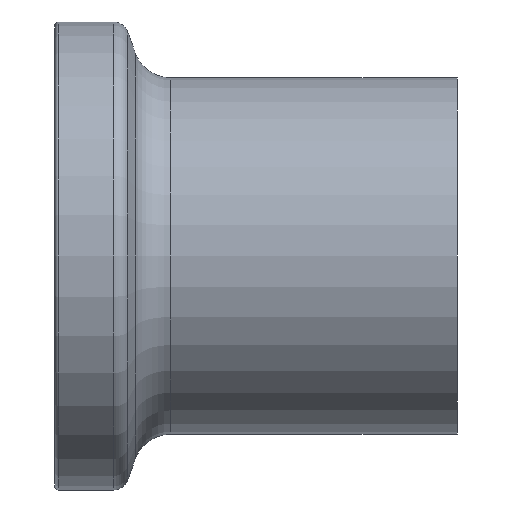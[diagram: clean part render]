
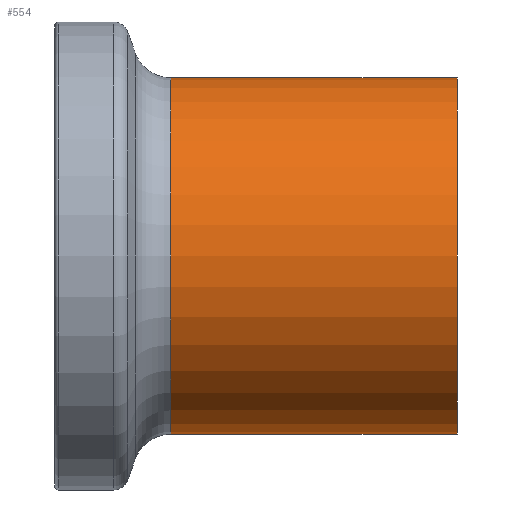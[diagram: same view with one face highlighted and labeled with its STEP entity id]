
A CAD part, front view. The second image highlights one B-rep face of the part: STEP entity #554.
In plain terms, the highlighted cylindrical face has radius 9.525 mm (diameter 19.05 mm), a partial arc.
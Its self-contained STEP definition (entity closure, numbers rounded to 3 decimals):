
#18 = CARTESIAN_POINT ( 'NONE',  ( 21.5, 0., -9.525 ) ) ;
#28 = AXIS2_PLACEMENT_3D ( 'NONE', #168, #57, #354 ) ;
#49 = VECTOR ( 'NONE', #361, 1000. ) ;
#57 = DIRECTION ( 'NONE',  ( -1., 0., 0. ) ) ;
#84 = DIRECTION ( 'NONE',  ( -1., 0., 0. ) ) ;
#99 = AXIS2_PLACEMENT_3D ( 'NONE', #686, #229, #640 ) ;
#122 = EDGE_CURVE ( 'NONE', #744, #667, #401, .T. ) ;
#130 = LINE ( 'NONE', #490, #49 ) ;
#140 = LINE ( 'NONE', #592, #682 ) ;
#141 = DIRECTION ( 'NONE',  ( 0., 0., 1. ) ) ;
#142 = ORIENTED_EDGE ( 'NONE', *, *, #664, .F. ) ;
#146 = ORIENTED_EDGE ( 'NONE', *, *, #672, .T. ) ;
#168 = CARTESIAN_POINT ( 'NONE',  ( 0., 0., 0. ) ) ;
#180 = FACE_OUTER_BOUND ( 'NONE', #651, .T. ) ;
#184 = CARTESIAN_POINT ( 'NONE',  ( 6.183, 0., -9.525 ) ) ;
#198 = AXIS2_PLACEMENT_3D ( 'NONE', #662, #84, #141 ) ;
#209 = CIRCLE ( 'NONE', #198, 9.525 ) ;
#228 = CYLINDRICAL_SURFACE ( 'NONE', #28, 9.525 ) ;
#229 = DIRECTION ( 'NONE',  ( -1., 0., 0. ) ) ;
#250 = DIRECTION ( 'NONE',  ( -1., 0., 0. ) ) ;
#342 = EDGE_CURVE ( 'NONE', #675, #415, #209, .T. ) ;
#354 = DIRECTION ( 'NONE',  ( 0., 0., 1. ) ) ;
#361 = DIRECTION ( 'NONE',  ( -1., 0., 0. ) ) ;
#401 = CIRCLE ( 'NONE', #99, 9.525 ) ;
#415 = VERTEX_POINT ( 'NONE', #508 ) ;
#490 = CARTESIAN_POINT ( 'NONE',  ( 0., 0., -9.525 ) ) ;
#508 = CARTESIAN_POINT ( 'NONE',  ( 21.5, 0., 9.525 ) ) ;
#554 = ADVANCED_FACE ( 'NONE', ( #180 ), #228, .T. ) ;
#592 = CARTESIAN_POINT ( 'NONE',  ( 0., 0., 9.525 ) ) ;
#614 = ORIENTED_EDGE ( 'NONE', *, *, #342, .T. ) ;
#640 = DIRECTION ( 'NONE',  ( 0., 0., 1. ) ) ;
#651 = EDGE_LOOP ( 'NONE', ( #142, #614, #146, #733 ) ) ;
#662 = CARTESIAN_POINT ( 'NONE',  ( 21.5, 0., 0. ) ) ;
#664 = EDGE_CURVE ( 'NONE', #675, #744, #130, .T. ) ;
#667 = VERTEX_POINT ( 'NONE', #712 ) ;
#672 = EDGE_CURVE ( 'NONE', #415, #667, #140, .T. ) ;
#675 = VERTEX_POINT ( 'NONE', #18 ) ;
#682 = VECTOR ( 'NONE', #250, 1000. ) ;
#686 = CARTESIAN_POINT ( 'NONE',  ( 6.183, 0., 0. ) ) ;
#712 = CARTESIAN_POINT ( 'NONE',  ( 6.183, 0., 9.525 ) ) ;
#733 = ORIENTED_EDGE ( 'NONE', *, *, #122, .F. ) ;
#744 = VERTEX_POINT ( 'NONE', #184 ) ;
